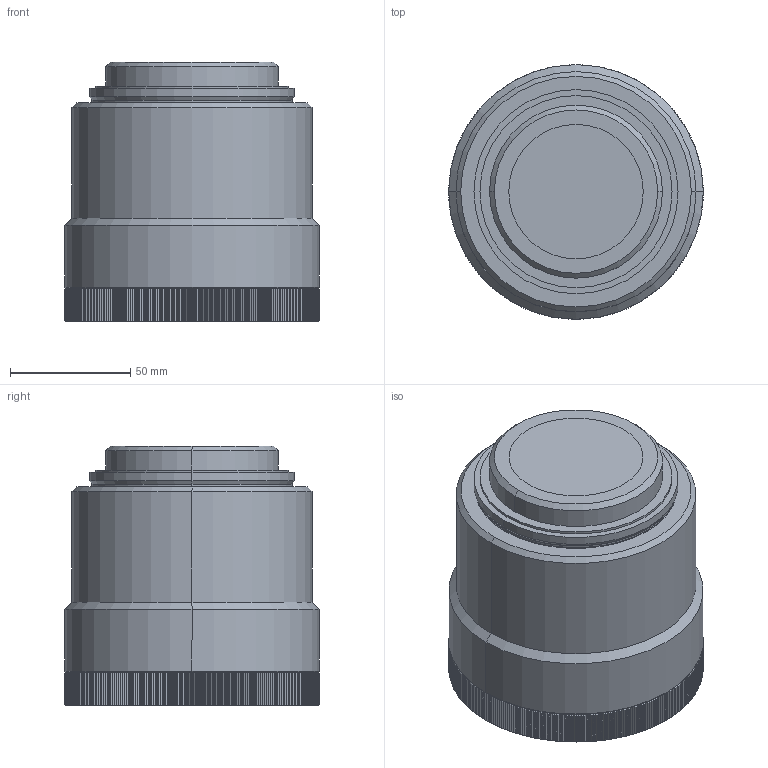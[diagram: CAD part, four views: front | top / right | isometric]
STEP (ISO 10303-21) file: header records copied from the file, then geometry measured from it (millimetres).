
FILE_DESCRIPTION (( 'STEP AP203' ), '1' );
FILE_NAME ('S4LFT4127_328.STEP', '2019-03-27T08:31:22', ( '' ), ( '' ), 'SwSTEP 2.0', 'SolidWorks 2017', '' );
FILE_SCHEMA (( 'CONFIG_CONTROL_DESIGN' ));
Length unit declared in the file: millimetre
Products named in the file (1): S4LFT4127_328
Bounding box: 106 x 106 x 108.23 mm (x, y, z)
Volume: 834117.6 mm3; surface area: 52013.8 mm2
Topology: 1 solids, 1 shells, 1984 faces, 5267 edges, 3289 vertices
Faces by surface type: cone 662, cylinder 662, plane 656, torus 4
Entity records: 63030 total; most frequent: CARTESIAN_POINT 16397, ORIENTED_EDGE 10534, DIRECTION 8951, EDGE_CURVE 5267, AXIS2_PLACEMENT_3D 3651, VERTEX_POINT 3289, EDGE_LOOP 1988, FACE_OUTER_BOUND 1984
